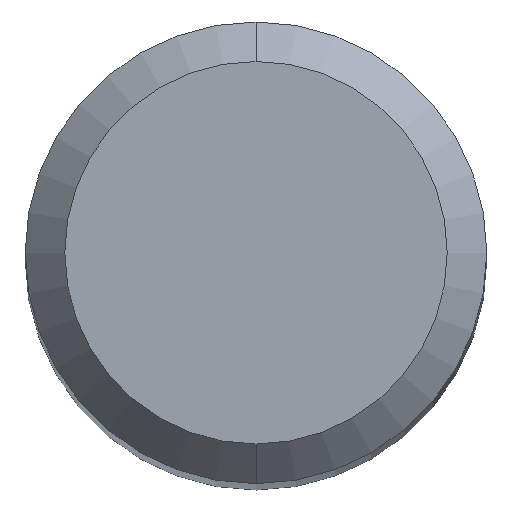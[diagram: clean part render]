
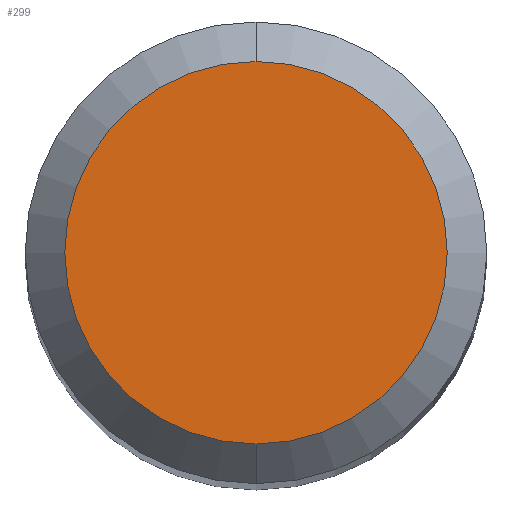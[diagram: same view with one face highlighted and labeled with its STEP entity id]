
A CAD part, top view. The second image highlights one B-rep face of the part: STEP entity #299.
In plain terms, the highlighted planar face has unit normal (0, 0, 1).
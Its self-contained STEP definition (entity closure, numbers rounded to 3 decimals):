
#223=VERTEX_POINT('',#447);
#241=EDGE_CURVE('',#223,#279,#468,.T.);
#279=VERTEX_POINT('',#511);
#299=ADVANCED_FACE('',(#534),#535,.T.);
#311=EDGE_CURVE('',#279,#223,#549,.T.);
#447=CARTESIAN_POINT('',(0.,-1.45,0.0));
#468=CIRCLE('',#736,1.45);
#511=CARTESIAN_POINT('',(0.0,1.45,0.0));
#534=FACE_OUTER_BOUND('',#821,.T.);
#535=PLANE('',#822);
#549=CIRCLE('',#842,1.45);
#736=AXIS2_PLACEMENT_3D('',#1011,#1012,#1013);
#821=EDGE_LOOP('',(#1101,#1102));
#822=AXIS2_PLACEMENT_3D('',#1103,#1104,#1105);
#842=AXIS2_PLACEMENT_3D('',#1127,#1128,#1129);
#1011=CARTESIAN_POINT('',(0.0,0.0,0.0));
#1012=DIRECTION('',(0.0,0.0,-1.0));
#1013=DIRECTION('',(0.0,1.0,0.0));
#1101=ORIENTED_EDGE('',*,*,#311,.F.);
#1102=ORIENTED_EDGE('',*,*,#241,.F.);
#1103=CARTESIAN_POINT('',(0.0,0.725,0.0));
#1104=DIRECTION('',(-0.0,0.0,1.0));
#1105=DIRECTION('',(0.0,-1.0,0.0));
#1127=CARTESIAN_POINT('',(0.0,0.0,0.0));
#1128=DIRECTION('',(0.0,0.0,-1.0));
#1129=DIRECTION('',(0.0,1.0,0.0));
